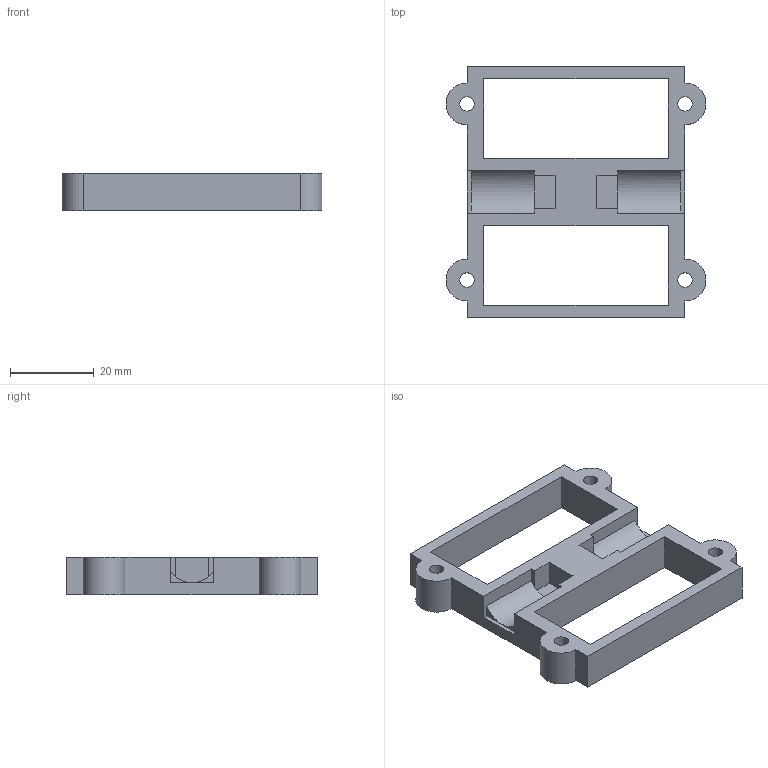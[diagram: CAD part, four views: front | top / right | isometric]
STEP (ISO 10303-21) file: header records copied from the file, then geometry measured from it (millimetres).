
FILE_DESCRIPTION(('FreeCAD Model'),'2;1');
FILE_NAME( 'chasisInferior_v2.step', '2016-10-15T18:59:24',('Author'),(''), 'Open CASCADE STEP processor 6.8','FreeCAD','Unknown');
FILE_SCHEMA(('AUTOMOTIVE_DESIGN_CC2 { 1 2 10303 214 -1 1 5 4 }'));
Length unit declared in the file: millimetre
Products named in the file (2): ASSEMBLY; Chamfer
Assembly tree (1 placements, depth 2):
  ASSEMBLY
    Chamfer
Bounding box: 62 x 60 x 9 mm (x, y, z)
Volume: 11800.8 mm3; surface area: 8516.4 mm2
Topology: 1 solids, 1 shells, 57 faces, 153 edges, 99 vertices
Faces by surface type: plane 45, cylinder 11, cone 1
Full cylindrical faces by diameter (mm): 3.4 x4, 4 x1
Entity records: 4190 total; most frequent: CARTESIAN_POINT 1188, DIRECTION 520, LINE 333, VECTOR 333, ORIENTED_EDGE 306, PCURVE 306, DEFINITIONAL_REPRESENTATION 306, EDGE_CURVE 153
